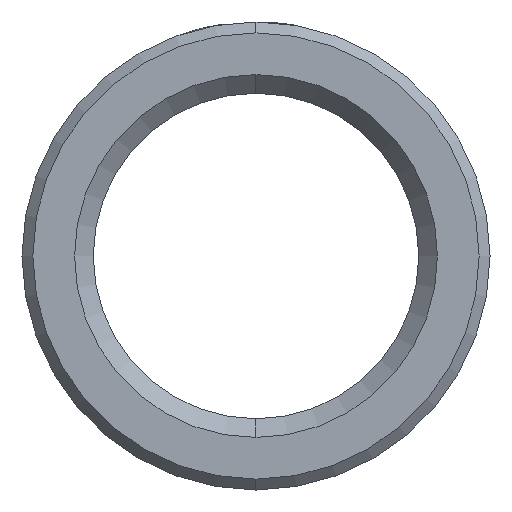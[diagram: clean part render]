
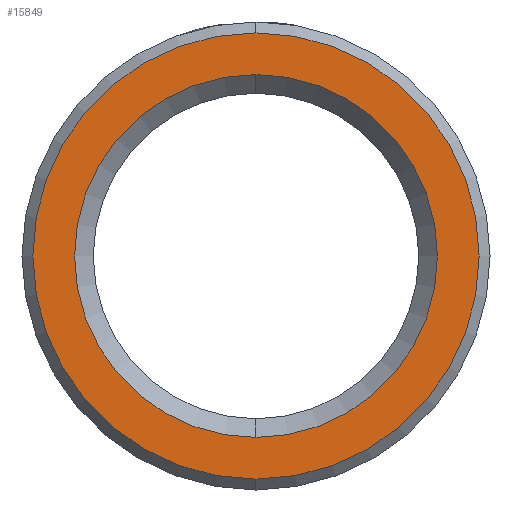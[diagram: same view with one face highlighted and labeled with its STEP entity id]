
A CAD part, left-side view. The second image highlights one B-rep face of the part: STEP entity #15849.
In plain terms, the highlighted planar face has unit normal (-1, 0, 0).
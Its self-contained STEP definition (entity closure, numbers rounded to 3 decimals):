
#532 = DIRECTION ( 'NONE',  ( 1., 0., 0. ) ) ;
#893 = CARTESIAN_POINT ( 'NONE',  ( 0., 0., 0. ) ) ;
#1330 = CARTESIAN_POINT ( 'NONE',  ( 0., 0., -8.335 ) ) ;
#1406 = EDGE_LOOP ( 'NONE', ( #11080, #6180 ) ) ;
#1508 = DIRECTION ( 'NONE',  ( -1., 0., 0. ) ) ;
#1592 = EDGE_LOOP ( 'NONE', ( #16412, #5624 ) ) ;
#1731 = CIRCLE ( 'NONE', #6754, 10.25 ) ;
#1959 = DIRECTION ( 'NONE',  ( -1., 0., 0. ) ) ;
#2517 = DIRECTION ( 'NONE',  ( 1., 0., 0. ) ) ;
#2934 = EDGE_CURVE ( 'NONE', #12380, #18115, #11822, .T. ) ;
#3430 = DIRECTION ( 'NONE',  ( 0., 0., -1. ) ) ;
#4369 = FACE_OUTER_BOUND ( 'NONE', #1592, .T. ) ;
#4607 = EDGE_CURVE ( 'NONE', #13324, #6340, #1731, .T. ) ;
#5174 = AXIS2_PLACEMENT_3D ( 'NONE', #13559, #17662, #13498 ) ;
#5624 = ORIENTED_EDGE ( 'NONE', *, *, #4607, .T. ) ;
#6180 = ORIENTED_EDGE ( 'NONE', *, *, #17002, .T. ) ;
#6200 = AXIS2_PLACEMENT_3D ( 'NONE', #12479, #2517, #13916 ) ;
#6340 = VERTEX_POINT ( 'NONE', #16702 ) ;
#6754 = AXIS2_PLACEMENT_3D ( 'NONE', #7476, #1508, #3430 ) ;
#7476 = CARTESIAN_POINT ( 'NONE',  ( 0., 0., 0. ) ) ;
#9090 = CARTESIAN_POINT ( 'NONE',  ( 0., 0., 0. ) ) ;
#9795 = CARTESIAN_POINT ( 'NONE',  ( 0., 0., 10.25 ) ) ;
#10897 = EDGE_CURVE ( 'NONE', #6340, #13324, #17526, .T. ) ;
#11080 = ORIENTED_EDGE ( 'NONE', *, *, #2934, .T. ) ;
#11462 = CIRCLE ( 'NONE', #12034, 8.335 ) ;
#11822 = CIRCLE ( 'NONE', #5174, 8.335 ) ;
#12034 = AXIS2_PLACEMENT_3D ( 'NONE', #9090, #532, #14643 ) ;
#12044 = CARTESIAN_POINT ( 'NONE',  ( 0., 0., 8.335 ) ) ;
#12380 = VERTEX_POINT ( 'NONE', #12044 ) ;
#12479 = CARTESIAN_POINT ( 'NONE',  ( 0., 0., 0. ) ) ;
#13295 = DIRECTION ( 'NONE',  ( 0., 0., -1. ) ) ;
#13324 = VERTEX_POINT ( 'NONE', #9795 ) ;
#13498 = DIRECTION ( 'NONE',  ( 0., 0., -1. ) ) ;
#13559 = CARTESIAN_POINT ( 'NONE',  ( 0., 0., 0. ) ) ;
#13789 = PLANE ( 'NONE',  #6200 ) ;
#13916 = DIRECTION ( 'NONE',  ( 0., 0., -1. ) ) ;
#14643 = DIRECTION ( 'NONE',  ( 0., 0., -1. ) ) ;
#15069 = FACE_BOUND ( 'NONE', #1406, .T. ) ;
#15849 = ADVANCED_FACE ( 'NONE', ( #4369, #15069 ), #13789, .F. ) ;
#15883 = AXIS2_PLACEMENT_3D ( 'NONE', #893, #1959, #13295 ) ;
#16412 = ORIENTED_EDGE ( 'NONE', *, *, #10897, .T. ) ;
#16702 = CARTESIAN_POINT ( 'NONE',  ( 0., 0., -10.25 ) ) ;
#17002 = EDGE_CURVE ( 'NONE', #18115, #12380, #11462, .T. ) ;
#17526 = CIRCLE ( 'NONE', #15883, 10.25 ) ;
#17662 = DIRECTION ( 'NONE',  ( 1., 0., 0. ) ) ;
#18115 = VERTEX_POINT ( 'NONE', #1330 ) ;
